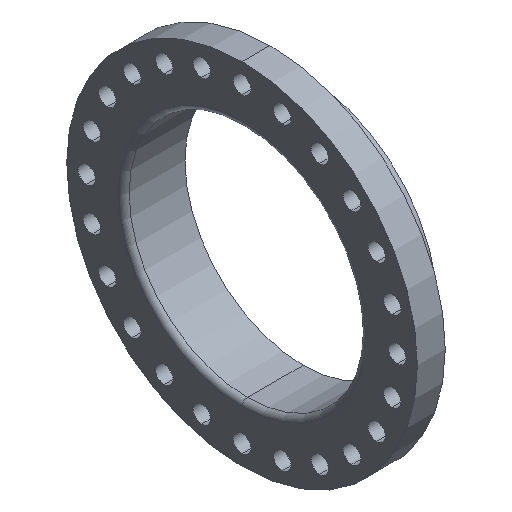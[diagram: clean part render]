
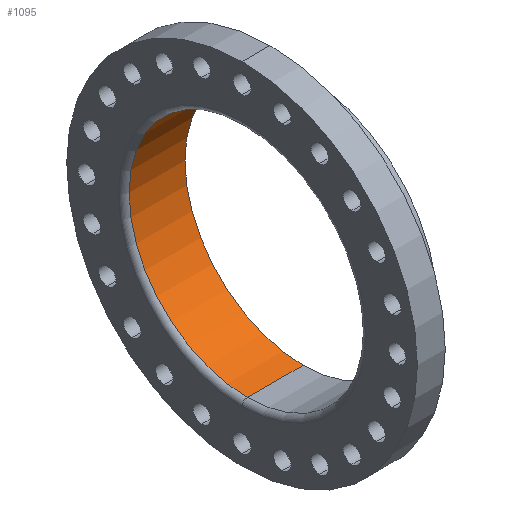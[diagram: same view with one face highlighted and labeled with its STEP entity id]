
A CAD part, isometric view. The second image highlights one B-rep face of the part: STEP entity #1095.
In plain terms, the highlighted cylindrical face has radius 282.575 mm (diameter 565.15 mm), a partial arc.
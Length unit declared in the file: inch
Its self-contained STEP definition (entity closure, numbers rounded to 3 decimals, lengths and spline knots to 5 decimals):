
#26 = ORIENTED_EDGE ( 'NONE', *, *, #2108, .T. ) ;
#59 = LINE ( 'NONE', #259, #68 ) ;
#68 = VECTOR ( 'NONE', #750, 39.37008 ) ;
#95 = VERTEX_POINT ( 'NONE', #567 ) ;
#157 = CARTESIAN_POINT ( 'NONE',  ( -0.57514, 0., -11.125 ) ) ;
#187 = VECTOR ( 'NONE', #1817, 39.37008 ) ;
#236 = EDGE_CURVE ( 'NONE', #1460, #363, #839, .T. ) ;
#259 = CARTESIAN_POINT ( 'NONE',  ( 0., 0., -11.125 ) ) ;
#272 = CARTESIAN_POINT ( 'NONE',  ( 4.67486, 0., -11.125 ) ) ;
#327 = DIRECTION ( 'NONE',  ( 0., 0., 1. ) ) ;
#363 = VERTEX_POINT ( 'NONE', #272 ) ;
#368 = CARTESIAN_POINT ( 'NONE',  ( -0.57514, 0., 0. ) ) ;
#416 = EDGE_LOOP ( 'NONE', ( #800, #1107, #26, #938 ) ) ;
#448 = LINE ( 'NONE', #1600, #187 ) ;
#462 = AXIS2_PLACEMENT_3D ( 'NONE', #995, #1854, #327 ) ;
#548 = DIRECTION ( 'NONE',  ( -1., 0., 0. ) ) ;
#567 = CARTESIAN_POINT ( 'NONE',  ( -0.57514, 0., 11.125 ) ) ;
#750 = DIRECTION ( 'NONE',  ( -1., 0., 0. ) ) ;
#800 = ORIENTED_EDGE ( 'NONE', *, *, #1553, .F. ) ;
#805 = AXIS2_PLACEMENT_3D ( 'NONE', #1360, #1513, #2206 ) ;
#811 = AXIS2_PLACEMENT_3D ( 'NONE', #368, #548, #1770 ) ;
#827 = CYLINDRICAL_SURFACE ( 'NONE', #462, 11.125 ) ;
#839 = CIRCLE ( 'NONE', #805, 11.125 ) ;
#938 = ORIENTED_EDGE ( 'NONE', *, *, #1933, .T. ) ;
#995 = CARTESIAN_POINT ( 'NONE',  ( 0., 0., 0. ) ) ;
#1095 = ADVANCED_FACE ( 'NONE', ( #1974 ), #827, .F. ) ;
#1107 = ORIENTED_EDGE ( 'NONE', *, *, #236, .F. ) ;
#1313 = VERTEX_POINT ( 'NONE', #157 ) ;
#1360 = CARTESIAN_POINT ( 'NONE',  ( 4.67486, 0., 0. ) ) ;
#1460 = VERTEX_POINT ( 'NONE', #1525 ) ;
#1513 = DIRECTION ( 'NONE',  ( -1., 0., 0. ) ) ;
#1525 = CARTESIAN_POINT ( 'NONE',  ( 4.67486, 0., 11.125 ) ) ;
#1553 = EDGE_CURVE ( 'NONE', #363, #1313, #59, .T. ) ;
#1600 = CARTESIAN_POINT ( 'NONE',  ( 0., 0., 11.125 ) ) ;
#1770 = DIRECTION ( 'NONE',  ( 0., 0., 1. ) ) ;
#1786 = CIRCLE ( 'NONE', #811, 11.125 ) ;
#1817 = DIRECTION ( 'NONE',  ( -1., 0., 0. ) ) ;
#1854 = DIRECTION ( 'NONE',  ( -1., 0., 0. ) ) ;
#1933 = EDGE_CURVE ( 'NONE', #95, #1313, #1786, .T. ) ;
#1974 = FACE_OUTER_BOUND ( 'NONE', #416, .T. ) ;
#2108 = EDGE_CURVE ( 'NONE', #1460, #95, #448, .T. ) ;
#2206 = DIRECTION ( 'NONE',  ( 0., 0., 1. ) ) ;
